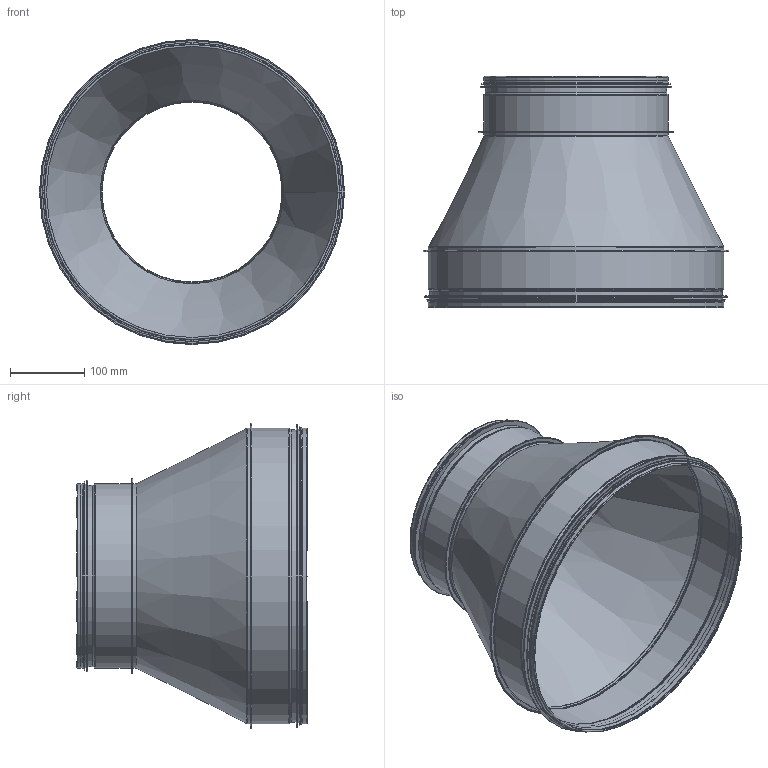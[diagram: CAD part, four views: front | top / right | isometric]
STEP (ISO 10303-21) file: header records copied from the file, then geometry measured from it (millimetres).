
FILE_DESCRIPTION((''),'2;1');
FILE_NAME('HFC_09-07.stp','2014-02-19T13:45:10',(''),(''),'Autodesk Inventor 2013','Autodesk Inventor 2013','');
FILE_SCHEMA(('AUTOMOTIVE_DESIGN { 1 2 10303 214 0 1 1 1 }'));
Length unit declared in the file: millimetre
Products named in the file (8): HFC_09-07; KonFallsadHFC_400-250; StosMedFals-400; StosMedFalsRörämne-400; 999009; StosMedFals-250; StosMedFalsRörämne-250; 999007
Assembly tree (7 placements, depth 3):
  HFC_09-07
    KonFallsadHFC_400-250
    StosMedFals-400
      StosMedFalsRörämne-400
      999009
    StosMedFals-250
      StosMedFalsRörämne-250
      999007
Bounding box: 413.28 x 311.99 x 413.28 mm (x, y, z)
Volume: 282896.1 mm3; surface area: 885005.2 mm2
Topology: 5 solids, 5 shells, 182 faces, 356 edges, 190 vertices
Faces by surface type: plane 92, torus 44, cylinder 32, cone 14
Full cylindrical faces by diameter (mm): 243.1 x1, 244.1 x1, 245.3 x1, 247.7 x1, 247.9 x5, 248.9 x3, 251.9 x1, 254.3 x1, 259.3 x1, 262.9 x1, 393 x1, 394 x1, 395.2 x1, 397.6 x1, 397.8 x5, 398.8 x3, 401.8 x1, 404.2 x1, 409.2 x1, 409.8 x1
Entity records: 4841 total; most frequent: DIRECTION 900, CARTESIAN_POINT 715, ORIENTED_EDGE 656, AXIS2_PLACEMENT_3D 375, EDGE_CURVE 328, EDGE_LOOP 220, VERTEX_POINT 190, STYLED_ITEM 187
